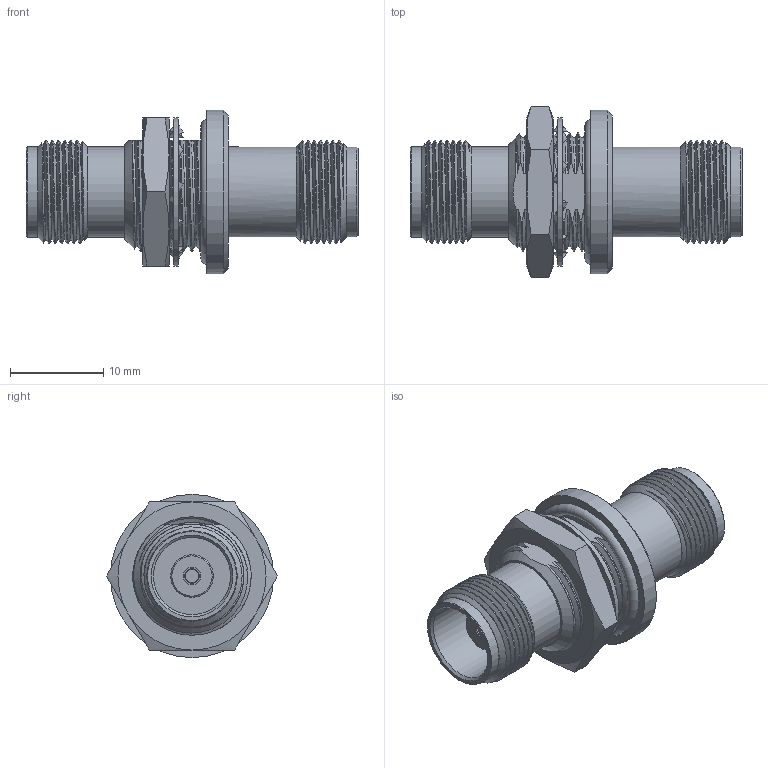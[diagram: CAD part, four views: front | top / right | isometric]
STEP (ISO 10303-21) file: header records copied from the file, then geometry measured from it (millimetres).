
FILE_DESCRIPTION (( 'STEP AP203' ), '1' );
FILE_NAME ('PE91205.step', '2019-10-24T21:05:41', ( '' ), ( '' ), 'SwSTEP 2.0', 'SolidWorks 2018', '' );
FILE_SCHEMA (( 'CONFIG_CONTROL_DESIGN' ));
Length unit declared in the file: inch
Products named in the file (1): PE91205
Bounding box: 35.6 x 18.33 x 17.5 mm (x, y, z)
Volume: 3030 mm3; surface area: 3627 mm2
Topology: 4 solids, 5 shells, 229 faces, 645 edges, 439 vertices
Faces by surface type: bspline 81, plane 64, cylinder 47, cone 36, torus 1
Full cylindrical faces by diameter (mm): 1.397 x2, 1.905 x2, 4.572 x2, 8.255 x2, 9.652 x4, 12.751 x1, 15.748 x1, 15.875 x1, 17.5 x1
Entity records: 22161 total; most frequent: CARTESIAN_POINT 17304, ORIENTED_EDGE 1178, DIRECTION 701, EDGE_CURVE 589, VERTEX_POINT 416, EDGE_LOOP 277, AXIS2_PLACEMENT_3D 274, FACE_OUTER_BOUND 243
